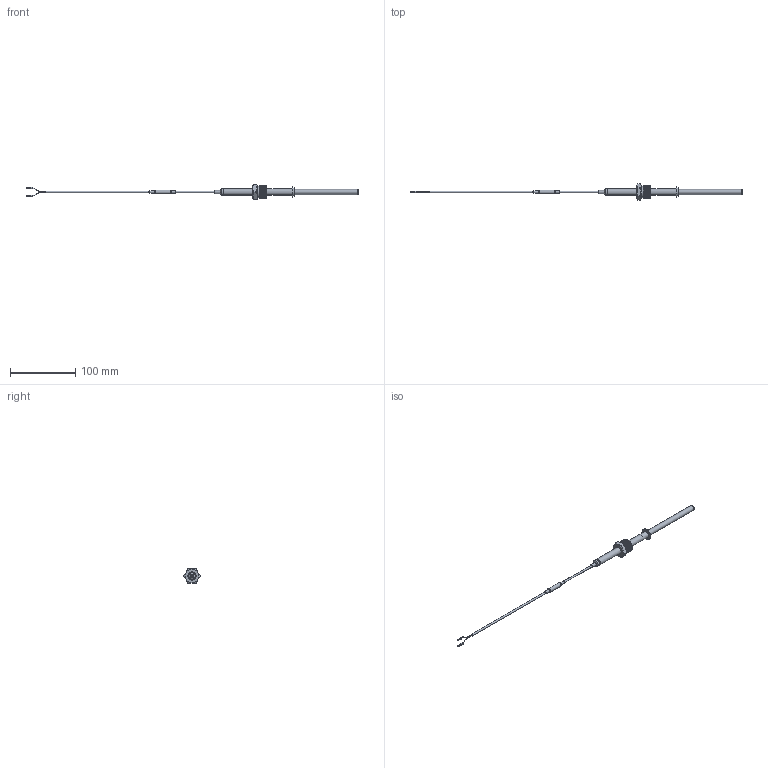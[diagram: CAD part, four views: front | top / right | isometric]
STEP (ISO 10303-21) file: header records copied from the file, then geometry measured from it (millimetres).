
FILE_DESCRIPTION(('STEP AP203'), '1');
FILE_NAME('黨珅254-07.10060', '', ('UNSPECIFIED'), ('UNSPECIFIED'), 'ASCON STEP Converter 1.6', 'ASCON Math Kernel', '');
FILE_SCHEMA(('CONFIG_CONTROL_DESIGN'));
Length unit declared in the file: millimetre
Products named in the file (12): -01
Assembly tree (14 placements, depth 2):
  (unnamed)
    (unnamed)
    (unnamed)
    (unnamed)
    (unnamed)
    (unnamed)
    (unnamed)
    -01
    (unnamed)
    (unnamed)  x2
    (unnamed)  x2
    (unnamed)  x2
Bounding box: 510.5 x 25 x 22 mm (x, y, z)
Volume: 14786.2 mm3; surface area: 21005.9 mm2
Topology: 14 solids, 14 shells, 127 faces, 242 edges, 149 vertices
Faces by surface type: cylinder 55, plane 39, cone 16, torus 12, bspline 5
Full cylindrical faces by diameter (mm): 0.5 x6, 0.6 x2, 1.2 x6, 1.85 x2, 2.5 x2, 3 x5, 3.2 x1, 4 x2, 4.7 x1, 5 x1, 6 x2, 8 x4, 10 x3, 10.5 x1, 13 x1, 17.8 x1, 18 x1
Entity records: 14233 total; most frequent: CARTESIAN_POINT 11605, DIRECTION 411, ORIENTED_EDGE 298, AXIS2_PLACEMENT_3D 196, EDGE_LOOP 169, EDGE_CURVE 149, VERTEX_POINT 124, ADVANCED_FACE 102
